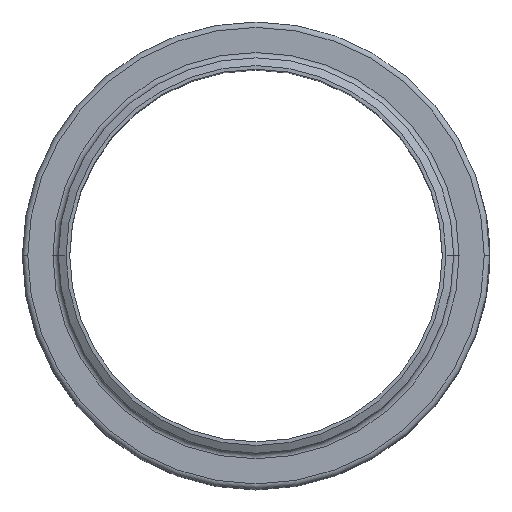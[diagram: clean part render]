
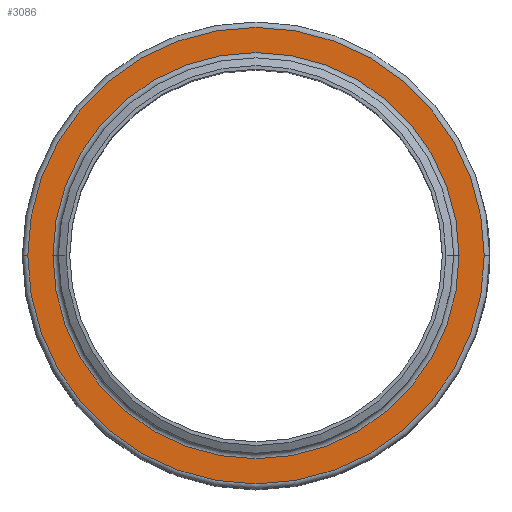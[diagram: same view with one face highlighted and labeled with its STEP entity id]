
A CAD part, top view. The second image highlights one B-rep face of the part: STEP entity #3086.
In plain terms, the highlighted planar face has unit normal (0, 0, 1).
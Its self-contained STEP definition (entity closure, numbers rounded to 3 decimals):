
#215 = FACE_OUTER_BOUND ( 'NONE', #17678, .T. ) ;
#232 = CIRCLE ( 'NONE', #7089, 112.55 ) ;
#1248 = CARTESIAN_POINT ( 'NONE',  ( 126.5, 0., -37.5 ) ) ;
#1980 = DIRECTION ( 'NONE',  ( 0., 0., -1. ) ) ;
#3086 = ADVANCED_FACE ( 'NONE', ( #6786, #215 ), #26534, .F. ) ;
#3693 = DIRECTION ( 'NONE',  ( 0., 0., -1. ) ) ;
#3818 = ORIENTED_EDGE ( 'NONE', *, *, #8713, .T. ) ;
#4692 = VERTEX_POINT ( 'NONE', #11763 ) ;
#4793 = CARTESIAN_POINT ( 'NONE',  ( 0., 109.55, -37.5 ) ) ;
#5820 = EDGE_CURVE ( 'NONE', #4692, #23042, #232, .T. ) ;
#6247 = AXIS2_PLACEMENT_3D ( 'NONE', #4793, #26399, #9361 ) ;
#6786 = FACE_BOUND ( 'NONE', #10610, .T. ) ;
#6856 = DIRECTION ( 'NONE',  ( 0., 0., 1. ) ) ;
#7089 = AXIS2_PLACEMENT_3D ( 'NONE', #17152, #1980, #10979 ) ;
#7979 = CARTESIAN_POINT ( 'NONE',  ( 0., 0., -37.5 ) ) ;
#8713 = EDGE_CURVE ( 'NONE', #27905, #18088, #26309, .T. ) ;
#9361 = DIRECTION ( 'NONE',  ( -1., 0., 0. ) ) ;
#10610 = EDGE_LOOP ( 'NONE', ( #22356, #19192 ) ) ;
#10979 = DIRECTION ( 'NONE',  ( -1., 0., 0. ) ) ;
#11089 = AXIS2_PLACEMENT_3D ( 'NONE', #13164, #6856, #21889 ) ;
#11763 = CARTESIAN_POINT ( 'NONE',  ( -112.55, 0., -37.5 ) ) ;
#13164 = CARTESIAN_POINT ( 'NONE',  ( 0., 0., -37.5 ) ) ;
#15386 = CARTESIAN_POINT ( 'NONE',  ( 0., 0., -37.5 ) ) ;
#17152 = CARTESIAN_POINT ( 'NONE',  ( 0., 0., -37.5 ) ) ;
#17678 = EDGE_LOOP ( 'NONE', ( #19230, #3818 ) ) ;
#18088 = VERTEX_POINT ( 'NONE', #22335 ) ;
#18442 = DIRECTION ( 'NONE',  ( -1., 0., 0. ) ) ;
#19192 = ORIENTED_EDGE ( 'NONE', *, *, #22452, .T. ) ;
#19230 = ORIENTED_EDGE ( 'NONE', *, *, #26567, .T. ) ;
#21889 = DIRECTION ( 'NONE',  ( -1., 0., 0. ) ) ;
#22335 = CARTESIAN_POINT ( 'NONE',  ( -126.5, 0., -37.5 ) ) ;
#22356 = ORIENTED_EDGE ( 'NONE', *, *, #5820, .T. ) ;
#22452 = EDGE_CURVE ( 'NONE', #23042, #4692, #23582, .T. ) ;
#23042 = VERTEX_POINT ( 'NONE', #27787 ) ;
#23106 = AXIS2_PLACEMENT_3D ( 'NONE', #15386, #23679, #26252 ) ;
#23582 = CIRCLE ( 'NONE', #26764, 112.55 ) ;
#23679 = DIRECTION ( 'NONE',  ( 0., 0., 1. ) ) ;
#23865 = CIRCLE ( 'NONE', #11089, 126.5 ) ;
#26252 = DIRECTION ( 'NONE',  ( -1., 0., 0. ) ) ;
#26309 = CIRCLE ( 'NONE', #23106, 126.5 ) ;
#26399 = DIRECTION ( 'NONE',  ( 0., 0., -1. ) ) ;
#26534 = PLANE ( 'NONE',  #6247 ) ;
#26567 = EDGE_CURVE ( 'NONE', #18088, #27905, #23865, .T. ) ;
#26764 = AXIS2_PLACEMENT_3D ( 'NONE', #7979, #3693, #18442 ) ;
#27787 = CARTESIAN_POINT ( 'NONE',  ( 112.55, 0., -37.5 ) ) ;
#27905 = VERTEX_POINT ( 'NONE', #1248 ) ;
